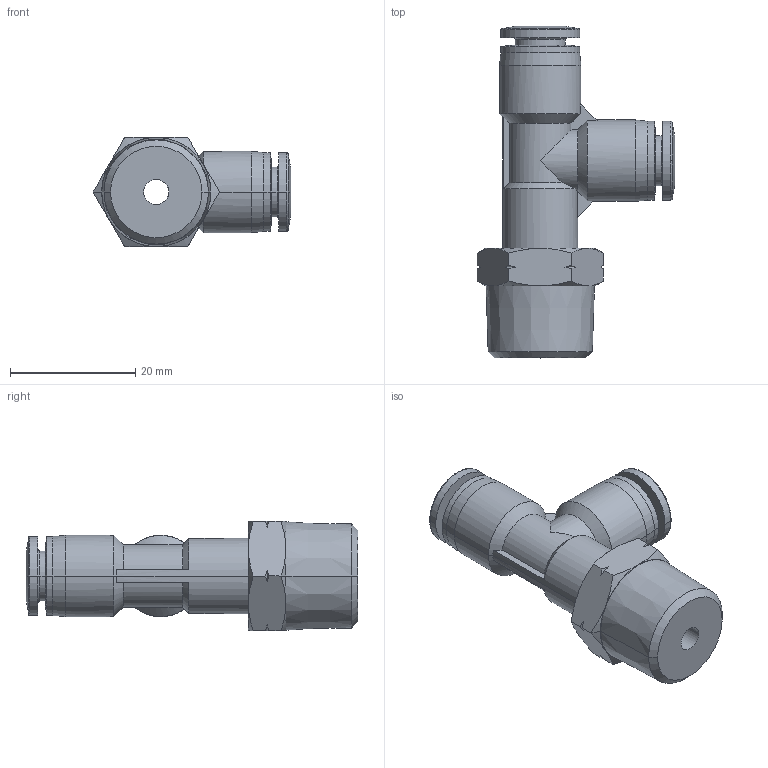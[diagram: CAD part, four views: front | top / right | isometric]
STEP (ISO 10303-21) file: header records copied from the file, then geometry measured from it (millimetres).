
FILE_DESCRIPTION (( 'STEP AP214' ), '1' );
FILE_NAME ('MRT14-38N.step', '2016-02-24T20:43:51', ( '' ), ( '' ), 'SwSTEP 2.0', 'SolidWorks 2015', '' );
FILE_SCHEMA (( 'AUTOMOTIVE_DESIGN' ));
Length unit declared in the file: inch
Products named in the file (1): MRT14-38N
Bounding box: 31.58 x 53 x 17.46 mm (x, y, z)
Volume: 8316.6 mm3; surface area: 4891.1 mm2
Topology: 1 solids, 1 shells, 119 faces, 296 edges, 184 vertices
Faces by surface type: cone 54, cylinder 30, plane 23, bspline 8, torus 4
Entity records: 5339 total; most frequent: CARTESIAN_POINT 1006, ORIENTED_EDGE 592, DIRECTION 574, EDGE_CURVE 296, AXIS2_PLACEMENT_3D 244, VERTEX_POINT 184, CIRCLE 132, EDGE_LOOP 128
